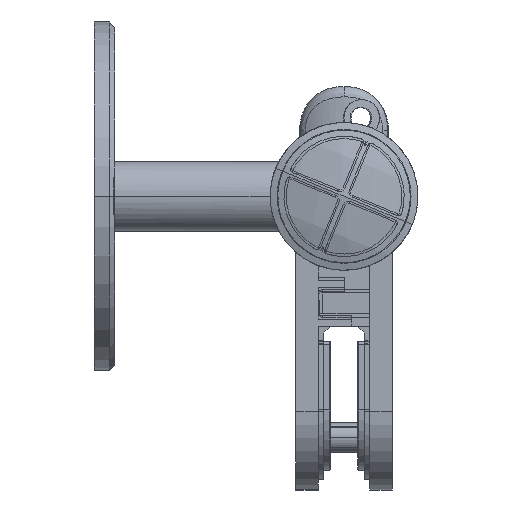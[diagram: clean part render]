
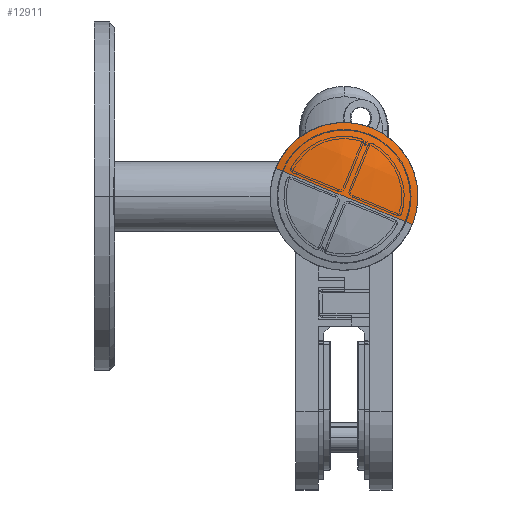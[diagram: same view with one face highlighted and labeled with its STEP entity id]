
A CAD part, front view. The second image highlights one B-rep face of the part: STEP entity #12911.
In plain terms, the highlighted spherical face has radius 58.18 mm.
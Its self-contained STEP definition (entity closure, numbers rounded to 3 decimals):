
#40 = DIRECTION ( 'NONE',  ( -1., 0., 0. ) ) ;
#772 = CARTESIAN_POINT ( 'NONE',  ( -3., 0., 21.2 ) ) ;
#2219 = DIRECTION ( 'NONE',  ( 0., 0., 1. ) ) ;
#4299 = EDGE_CURVE ( 'NONE', #6868, #15442, #14139, .T. ) ;
#4372 = CARTESIAN_POINT ( 'NONE',  ( -7., 0., 0. ) ) ;
#6868 = VERTEX_POINT ( 'NONE', #772 ) ;
#9322 = CARTESIAN_POINT ( 'NONE',  ( -3., 0., 0. ) ) ;
#11224 = DIRECTION ( 'NONE',  ( 0., 1., 0. ) ) ;
#12025 = DIRECTION ( 'NONE',  ( 0., 0., 1. ) ) ;
#12677 = CIRCLE ( 'NONE', #17205, 58.18 ) ;
#12911 = ADVANCED_FACE ( 'NONE', ( #17778 ), #30079, .T. ) ;
#14139 = CIRCLE ( 'NONE', #30904, 58.18 ) ;
#14219 = AXIS2_PLACEMENT_3D ( 'NONE', #9322, #40, #18624 ) ;
#15442 = VERTEX_POINT ( 'NONE', #4372 ) ;
#17205 = AXIS2_PLACEMENT_3D ( 'NONE', #35865, #11224, #12025 ) ;
#17778 = FACE_OUTER_BOUND ( 'NONE', #34330, .T. ) ;
#18624 = DIRECTION ( 'NONE',  ( 0., 0., 1. ) ) ;
#18795 = VERTEX_POINT ( 'NONE', #35387 ) ;
#19576 = ORIENTED_EDGE ( 'NONE', *, *, #4299, .T. ) ;
#19895 = DIRECTION ( 'NONE',  ( 0., -1., 0. ) ) ;
#23221 = CIRCLE ( 'NONE', #14219, 21.2 ) ;
#24575 = ORIENTED_EDGE ( 'NONE', *, *, #35713, .T. ) ;
#24615 = CARTESIAN_POINT ( 'NONE',  ( 51.18, 0., 0. ) ) ;
#24922 = ORIENTED_EDGE ( 'NONE', *, *, #29698, .F. ) ;
#29698 = EDGE_CURVE ( 'NONE', #18795, #15442, #12677, .T. ) ;
#30079 = SPHERICAL_SURFACE ( 'NONE', #30567, 58.18 ) ;
#30269 = DIRECTION ( 'NONE',  ( 0., 1., 0. ) ) ;
#30567 = AXIS2_PLACEMENT_3D ( 'NONE', #24615, #30269, #2219 ) ;
#30904 = AXIS2_PLACEMENT_3D ( 'NONE', #32427, #19895, #32219 ) ;
#32219 = DIRECTION ( 'NONE',  ( 0., 0., -1. ) ) ;
#32427 = CARTESIAN_POINT ( 'NONE',  ( 51.18, 0., 0. ) ) ;
#34330 = EDGE_LOOP ( 'NONE', ( #24922, #24575, #19576 ) ) ;
#35387 = CARTESIAN_POINT ( 'NONE',  ( -3., 0., -21.2 ) ) ;
#35713 = EDGE_CURVE ( 'NONE', #18795, #6868, #23221, .T. ) ;
#35865 = CARTESIAN_POINT ( 'NONE',  ( 51.18, 0., 0. ) ) ;
